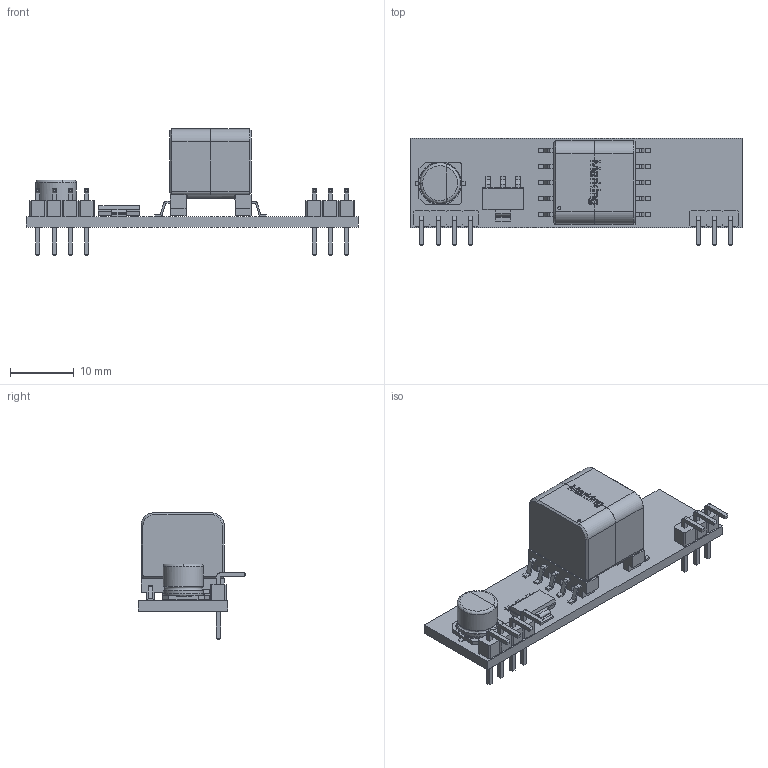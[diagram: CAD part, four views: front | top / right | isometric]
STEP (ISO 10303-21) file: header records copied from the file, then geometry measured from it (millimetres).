
FILE_DESCRIPTION(('KiCad electronic assembly'),'2;1');
FILE_NAME('RT9400_POE.step','2022-08-09T15:54:16',('Pcbnew'),('Kicad'), 'Open CASCADE STEP processor 7.5','KiCad to STEP converter','Unknown' );
FILE_SCHEMA(('AUTOMOTIVE_DESIGN { 1 0 10303 214 1 1 1 1 }'));
Length unit declared in the file: millimetre
Products named in the file (12): RT9400_POE 1; PinHeader_1x04_P2.54mm_Horizontal; SOLID; PinHeader_1x03_P2.54mm_Horizontal; WE-PoEH_EPQ13 (rev1); COMPOUND; SOT-223; CP_Elec_6.3x5.7; RT9400_POE PCB
Assembly tree (11 placements, depth 3):
  RT9400_POE 1
    PinHeader_1x04_P2.54mm_Horizontal
      SOLID
    PinHeader_1x03_P2.54mm_Horizontal
      SOLID
    WE-PoEH_EPQ13 (rev1)
      COMPOUND
    SOT-223
      SOLID
    CP_Elec_6.3x5.7
      SOLID
    RT9400_POE PCB
Bounding box: 51.9 x 16.82 x 19.74 mm (x, y, z)
Volume: 2958.9 mm3; surface area: 4804.4 mm2
Topology: 8 solids, 8 shells, 754 faces, 2003 edges, 1293 vertices
Faces by surface type: bspline 741, cylinder 7, plane 6
Full cylindrical faces by diameter (mm): 1 x7
Entity records: 48810 total; most frequent: CARTESIAN_POINT 20380, B_SPLINE_CURVE_WITH_KNOTS 5392, ORIENTED_EDGE 4006, PCURVE 4006, DEFINITIONAL_REPRESENTATION 4006, EDGE_CURVE 2003, SURFACE_CURVE 1989, VERTEX_POINT 1293
